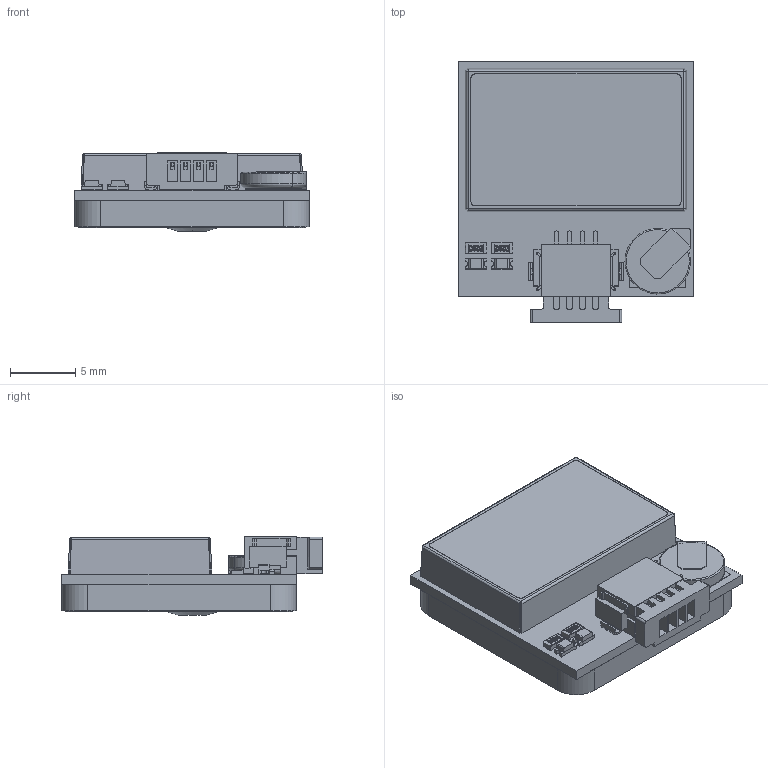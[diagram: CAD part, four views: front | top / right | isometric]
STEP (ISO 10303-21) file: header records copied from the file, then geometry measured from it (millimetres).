
FILE_DESCRIPTION(/* description */ (''),/* implementation_level */ '2;1');
FILE_NAME(/* name */ 'BN-180',/* time_stamp */ '2019-04-08T22:44:01+02:00',/* author */ (''),/* organization */ (''),/* preprocessor_version */ 'ST-DEVELOPER v15',/* originating_system */ '',/* authorisation */ '');
FILE_SCHEMA (('AUTOMOTIVE_DESIGN_CC2'));
Length unit declared in the file: millimetre
Products named in the file (1): Document
Bounding box: 18 x 19.98 x 6.05 mm (x, y, z)
Volume: 1083.1 mm3; surface area: 3329.8 mm2
Topology: 42 solids, 42 shells, 792 faces, 1895 edges, 1190 vertices
Faces by surface type: plane 600, bspline 192
Entity records: 47335 total; most frequent: CARTESIAN_POINT 21110, B_SPLINE_CURVE_WITH_KNOTS 5118, ORIENTED_EDGE 3790, PCURVE 3790, DEFINITIONAL_REPRESENTATION 3790, SURFACE_CURVE 1895, EDGE_CURVE 1895, VERTEX_POINT 1190
